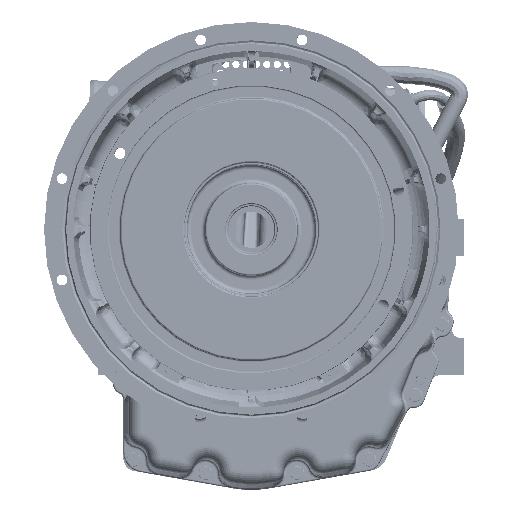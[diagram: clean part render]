
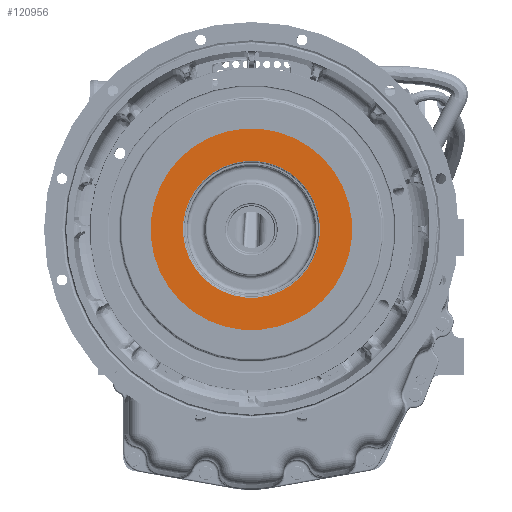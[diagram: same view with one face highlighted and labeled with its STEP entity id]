
A CAD part, top view. The second image highlights one B-rep face of the part: STEP entity #120956.
In plain terms, the highlighted planar face has unit normal (0, 0, 1).
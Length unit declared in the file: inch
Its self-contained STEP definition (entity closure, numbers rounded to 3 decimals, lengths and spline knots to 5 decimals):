
#5157 = VERTEX_POINT ( 'NONE', #234114 ) ;
#5172 = VERTEX_POINT ( 'NONE', #233342 ) ;
#5197 = VERTEX_POINT ( 'NONE', #233896 ) ;
#5259 = VERTEX_POINT ( 'NONE', #234212 ) ;
#42514 = DIRECTION ( 'NONE',  ( 0., 0., 1. ) ) ;
#42518 = DIRECTION ( 'NONE',  ( 0.966, 0.259, 0. ) ) ;
#42667 = CARTESIAN_POINT ( 'NONE',  ( 0., 0., 1.68504 ) ) ;
#43204 = DIRECTION ( 'NONE',  ( 0.966, 0.259, 0. ) ) ;
#43381 = DIRECTION ( 'NONE',  ( 0., 0., 1. ) ) ;
#44640 = DIRECTION ( 'NONE',  ( 0., 0., 1. ) ) ;
#44645 = DIRECTION ( 'NONE',  ( 0.966, 0.259, 0. ) ) ;
#44654 = CARTESIAN_POINT ( 'NONE',  ( 0., 0., 1.68504 ) ) ;
#44863 = CARTESIAN_POINT ( 'NONE',  ( 0., 0., 1.68504 ) ) ;
#79703 = FACE_BOUND ( 'NONE', #113184, .T. ) ;
#79763 = FACE_OUTER_BOUND ( 'NONE', #113857, .T. ) ;
#94108 = AXIS2_PLACEMENT_3D ( 'NONE', #267883, #267947, #268012 ) ;
#113184 = EDGE_LOOP ( 'NONE', ( #227708, #228929 ) ) ;
#113857 = EDGE_LOOP ( 'NONE', ( #229107, #229393 ) ) ;
#120956 = ADVANCED_FACE ( 'NONE', ( #79703, #79763 ), #267890, .F. ) ;
#152344 = EDGE_CURVE ( 'NONE', #5157, #5172, #200811, .T. ) ;
#152362 = EDGE_CURVE ( 'NONE', #5197, #5259, #200878, .T. ) ;
#152385 = EDGE_CURVE ( 'NONE', #5259, #5197, #200935, .T. ) ;
#152686 = EDGE_CURVE ( 'NONE', #5172, #5157, #201377, .T. ) ;
#195665 = DIRECTION ( 'NONE',  ( 0.966, 0.259, 0. ) ) ;
#195667 = DIRECTION ( 'NONE',  ( 0., 0., 1. ) ) ;
#195669 = CARTESIAN_POINT ( 'NONE',  ( 0., 0., 1.68504 ) ) ;
#200811 = CIRCLE ( 'NONE', #221531, 2.62021 ) ;
#200878 = CIRCLE ( 'NONE', #221578, 3.85827 ) ;
#200935 = CIRCLE ( 'NONE', #221600, 3.85827 ) ;
#201377 = CIRCLE ( 'NONE', #209964, 2.62021 ) ;
#209964 = AXIS2_PLACEMENT_3D ( 'NONE', #195669, #195667, #195665 ) ;
#221531 = AXIS2_PLACEMENT_3D ( 'NONE', #44654, #44640, #44645 ) ;
#221578 = AXIS2_PLACEMENT_3D ( 'NONE', #44863, #43381, #43204 ) ;
#221600 = AXIS2_PLACEMENT_3D ( 'NONE', #42667, #42514, #42518 ) ;
#227708 = ORIENTED_EDGE ( 'NONE', *, *, #152686, .F. ) ;
#228929 = ORIENTED_EDGE ( 'NONE', *, *, #152344, .F. ) ;
#229107 = ORIENTED_EDGE ( 'NONE', *, *, #152385, .T. ) ;
#229393 = ORIENTED_EDGE ( 'NONE', *, *, #152362, .T. ) ;
#233342 = CARTESIAN_POINT ( 'NONE',  ( 2.53093, 0.67813, 1.68504 ) ) ;
#233896 = CARTESIAN_POINT ( 'NONE',  ( -3.72681, -0.99854, 1.68504 ) ) ;
#234114 = CARTESIAN_POINT ( 'NONE',  ( -2.53093, -0.67813, 1.68504 ) ) ;
#234212 = CARTESIAN_POINT ( 'NONE',  ( 3.72681, 0.99854, 1.68504 ) ) ;
#267883 = CARTESIAN_POINT ( 'NONE',  ( -0.67813, 2.53093, 1.68504 ) ) ;
#267890 = PLANE ( 'NONE',  #94108 ) ;
#267947 = DIRECTION ( 'NONE',  ( 0., 0., -1. ) ) ;
#268012 = DIRECTION ( 'NONE',  ( -0.966, -0.259, 0. ) ) ;
